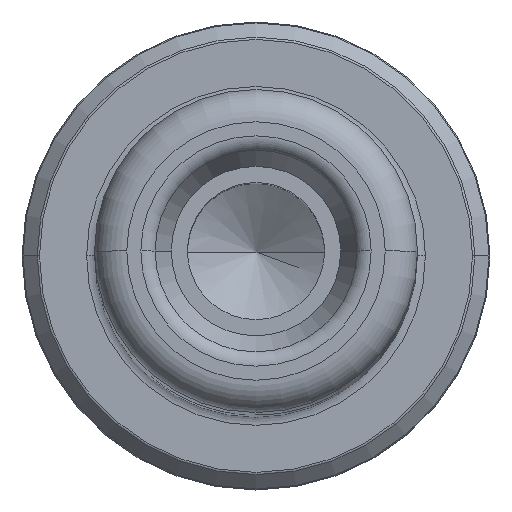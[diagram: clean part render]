
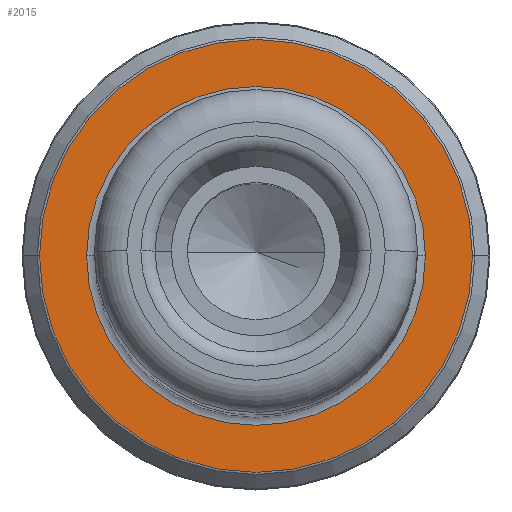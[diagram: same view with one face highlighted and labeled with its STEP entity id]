
A CAD part, top view. The second image highlights one B-rep face of the part: STEP entity #2015.
In plain terms, the highlighted planar face has unit normal (0, 0, 1).
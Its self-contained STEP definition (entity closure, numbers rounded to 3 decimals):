
#32 = DIRECTION ( 'NONE',  ( 1., 0., 0. ) ) ;
#59 = ORIENTED_EDGE ( 'NONE', *, *, #466, .T. ) ;
#140 = CARTESIAN_POINT ( 'NONE',  ( 10.5, 0., 20. ) ) ;
#185 = CIRCLE ( 'NONE', #2980, 13.417 ) ;
#208 = VERTEX_POINT ( 'NONE', #140 ) ;
#258 = CARTESIAN_POINT ( 'NONE',  ( 0., 0., 20. ) ) ;
#358 = ORIENTED_EDGE ( 'NONE', *, *, #827, .T. ) ;
#363 = DIRECTION ( 'NONE',  ( 0., 0., 1. ) ) ;
#391 = DIRECTION ( 'NONE',  ( 0., 0., 1. ) ) ;
#458 = EDGE_LOOP ( 'NONE', ( #1184, #358 ) ) ;
#466 = EDGE_CURVE ( 'NONE', #3526, #208, #3103, .T. ) ;
#587 = AXIS2_PLACEMENT_3D ( 'NONE', #2598, #363, #3824 ) ;
#624 = CIRCLE ( 'NONE', #1769, 10.5 ) ;
#733 = VERTEX_POINT ( 'NONE', #3498 ) ;
#763 = DIRECTION ( 'NONE',  ( 1., 0., 0. ) ) ;
#827 = EDGE_CURVE ( 'NONE', #3153, #733, #1015, .T. ) ;
#986 = PLANE ( 'NONE',  #587 ) ;
#1015 = CIRCLE ( 'NONE', #3609, 13.417 ) ;
#1126 = DIRECTION ( 'NONE',  ( 0., 0., -1. ) ) ;
#1184 = ORIENTED_EDGE ( 'NONE', *, *, #3464, .T. ) ;
#1350 = FACE_OUTER_BOUND ( 'NONE', #458, .T. ) ;
#1414 = CARTESIAN_POINT ( 'NONE',  ( 0., 0., 20. ) ) ;
#1646 = DIRECTION ( 'NONE',  ( 0., 0., 1. ) ) ;
#1769 = AXIS2_PLACEMENT_3D ( 'NONE', #1414, #1126, #3612 ) ;
#1810 = DIRECTION ( 'NONE',  ( 0., 0., -1. ) ) ;
#1852 = DIRECTION ( 'NONE',  ( -1., 0., 0. ) ) ;
#1894 = FACE_BOUND ( 'NONE', #2314, .T. ) ;
#1978 = AXIS2_PLACEMENT_3D ( 'NONE', #258, #1810, #1852 ) ;
#2015 = ADVANCED_FACE ( 'NONE', ( #1894, #1350 ), #986, .T. ) ;
#2273 = EDGE_CURVE ( 'NONE', #208, #3526, #624, .T. ) ;
#2296 = ORIENTED_EDGE ( 'NONE', *, *, #2273, .T. ) ;
#2314 = EDGE_LOOP ( 'NONE', ( #59, #2296 ) ) ;
#2589 = CARTESIAN_POINT ( 'NONE',  ( 0., 0., 20. ) ) ;
#2598 = CARTESIAN_POINT ( 'NONE',  ( 0., 0., 20. ) ) ;
#2980 = AXIS2_PLACEMENT_3D ( 'NONE', #2589, #1646, #763 ) ;
#3103 = CIRCLE ( 'NONE', #1978, 10.5 ) ;
#3153 = VERTEX_POINT ( 'NONE', #3542 ) ;
#3274 = CARTESIAN_POINT ( 'NONE',  ( -10.5, 0., 20. ) ) ;
#3464 = EDGE_CURVE ( 'NONE', #733, #3153, #185, .T. ) ;
#3498 = CARTESIAN_POINT ( 'NONE',  ( 13.417, 0., 20. ) ) ;
#3526 = VERTEX_POINT ( 'NONE', #3274 ) ;
#3542 = CARTESIAN_POINT ( 'NONE',  ( -13.417, 0., 20. ) ) ;
#3609 = AXIS2_PLACEMENT_3D ( 'NONE', #3743, #391, #32 ) ;
#3612 = DIRECTION ( 'NONE',  ( -1., 0., 0. ) ) ;
#3743 = CARTESIAN_POINT ( 'NONE',  ( 0., 0., 20. ) ) ;
#3824 = DIRECTION ( 'NONE',  ( 1., 0., 0. ) ) ;
